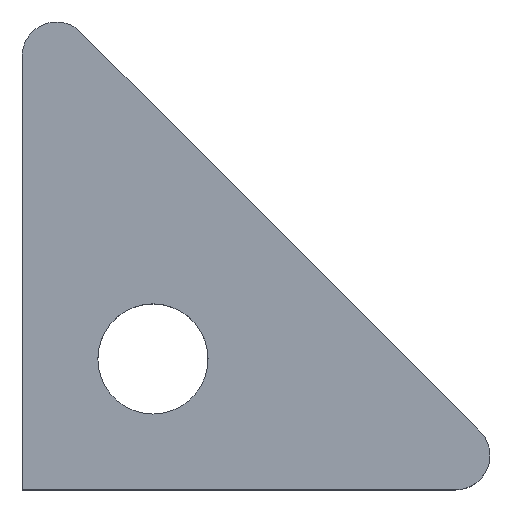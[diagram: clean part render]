
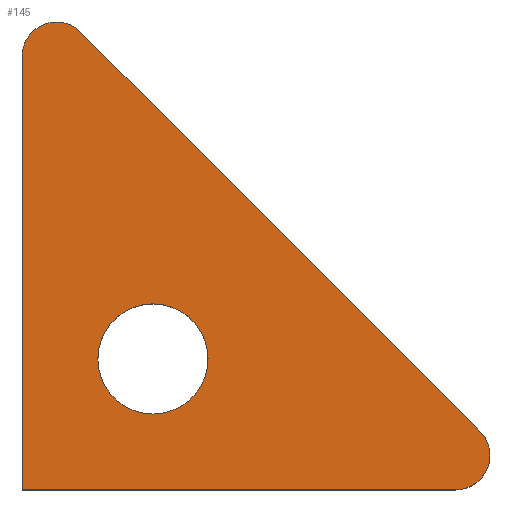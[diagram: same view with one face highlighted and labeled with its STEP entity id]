
A CAD part, top view. The second image highlights one B-rep face of the part: STEP entity #145.
In plain terms, the highlighted planar face has unit normal (0, 0, 1).
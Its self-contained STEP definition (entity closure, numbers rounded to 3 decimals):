
#15=FACE_BOUND('',#37,.T.);
#20=PLANE('',#173);
#28=FACE_OUTER_BOUND('',#36,.T.);
#36=EDGE_LOOP('',(#124,#125,#126,#127,#128));
#37=EDGE_LOOP('',(#129));
#43=LINE('',#231,#55);
#47=LINE('',#243,#59);
#51=LINE('',#253,#63);
#55=VECTOR('',#188,10.);
#59=VECTOR('',#200,10.);
#63=VECTOR('',#212,10.);
#64=CIRCLE('',#162,1.6);
#67=CIRCLE('',#167,1.);
#69=CIRCLE('',#171,1.);
#70=VERTEX_POINT('',#219);
#74=VERTEX_POINT('',#228);
#75=VERTEX_POINT('',#230);
#77=VERTEX_POINT('',#236);
#79=VERTEX_POINT('',#242);
#81=VERTEX_POINT('',#248);
#82=EDGE_CURVE('',#70,#70,#64,.T.);
#87=EDGE_CURVE('',#75,#74,#43,.T.);
#90=EDGE_CURVE('',#77,#75,#67,.T.);
#93=EDGE_CURVE('',#79,#77,#47,.T.);
#96=EDGE_CURVE('',#81,#79,#69,.T.);
#99=EDGE_CURVE('',#74,#81,#51,.T.);
#124=ORIENTED_EDGE('',*,*,#99,.T.);
#125=ORIENTED_EDGE('',*,*,#96,.T.);
#126=ORIENTED_EDGE('',*,*,#93,.T.);
#127=ORIENTED_EDGE('',*,*,#90,.T.);
#128=ORIENTED_EDGE('',*,*,#87,.T.);
#129=ORIENTED_EDGE('',*,*,#82,.T.);
#145=ADVANCED_FACE('',(#28,#15),#20,.T.);
#162=AXIS2_PLACEMENT_3D('',#220,#179,#180);
#167=AXIS2_PLACEMENT_3D('',#237,#194,#195);
#171=AXIS2_PLACEMENT_3D('',#249,#206,#207);
#173=AXIS2_PLACEMENT_3D('',#254,#213,#214);
#179=DIRECTION('center_axis',(0.,0.,-1.));
#180=DIRECTION('ref_axis',(-1.,0.,0.));
#188=DIRECTION('',(0.,-1.,0.));
#194=DIRECTION('center_axis',(0.,0.,1.));
#195=DIRECTION('ref_axis',(0.707,0.707,0.));
#200=DIRECTION('',(-0.707,0.707,0.));
#206=DIRECTION('center_axis',(0.,0.,1.));
#207=DIRECTION('ref_axis',(0.,-1.,0.));
#212=DIRECTION('',(1.,0.,0.));
#213=DIRECTION('center_axis',(0.,0.,1.));
#214=DIRECTION('ref_axis',(-1.,0.,0.));
#219=CARTESIAN_POINT('',(1.6,0.,6.5));
#220=CARTESIAN_POINT('Origin',(0.,0.,6.5));
#228=CARTESIAN_POINT('',(-3.8,-3.8,6.5));
#230=CARTESIAN_POINT('',(-3.8,8.786,6.5));
#231=CARTESIAN_POINT('',(-3.8,-3.8,6.5));
#236=CARTESIAN_POINT('',(-2.093,9.493,6.5));
#237=CARTESIAN_POINT('Origin',(-2.8,8.786,6.5));
#242=CARTESIAN_POINT('',(9.493,-2.093,6.5));
#243=CARTESIAN_POINT('',(9.493,-2.093,6.5));
#248=CARTESIAN_POINT('',(8.786,-3.8,6.5));
#249=CARTESIAN_POINT('Origin',(8.786,-2.8,6.5));
#253=CARTESIAN_POINT('',(-3.8,-3.8,6.5));
#254=CARTESIAN_POINT('Origin',(2.993,2.993,6.5));
